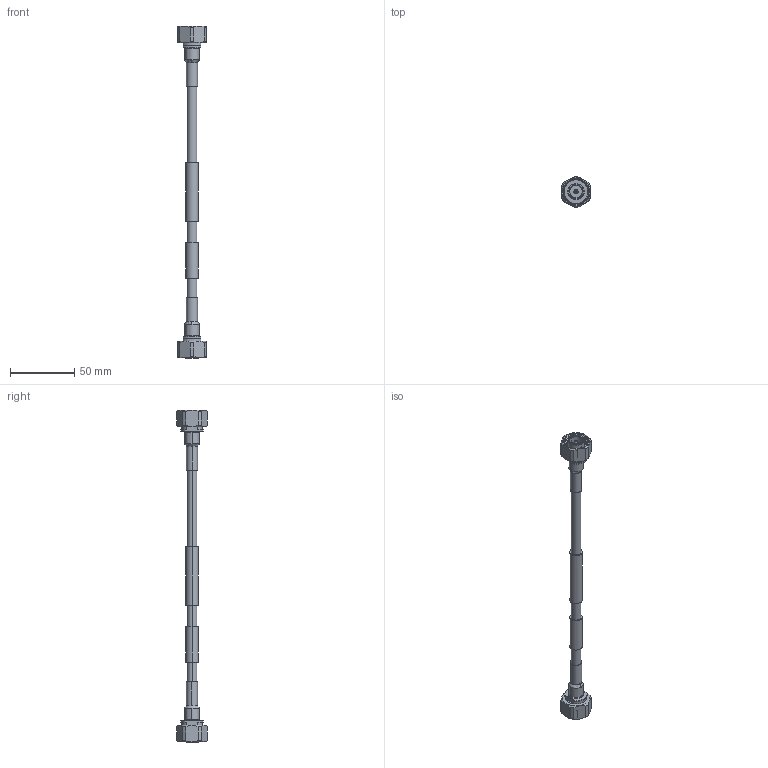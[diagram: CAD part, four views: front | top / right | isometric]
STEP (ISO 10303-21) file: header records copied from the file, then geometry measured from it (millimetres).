
FILE_DESCRIPTION (( 'STEP AP214' ), '1' );
FILE_NAME ('PE3C7826.step', '2021-02-09T19:13:44', ( '' ), ( '' ), 'SwSTEP 2.0', 'SolidWorks 2018', '' );
FILE_SCHEMA (( 'AUTOMOTIVE_DESIGN' ));
Length unit declared in the file: inch
Products named in the file (4): PE3C7826; PE-1/4SFHC^PE3C7826; Heat Shrink^PE3C7826; PE45654^PE3C7826
Assembly tree (5 placements, depth 2):
  PE3C7826
    PE-1/4SFHC^PE3C7826
    Heat Shrink^PE3C7826  x2
    PE45654^PE3C7826  x2
Bounding box: 22 x 23.98 x 259.22 mm (x, y, z)
Volume: 22673.9 mm3; surface area: 14719.6 mm2
Topology: 5 solids, 7 shells, 242 faces, 574 edges, 370 vertices
Faces by surface type: cylinder 126, plane 66, cone 40, bspline 10
Entity records: 5396 total; most frequent: CARTESIAN_POINT 2296, DIRECTION 635, ORIENTED_EDGE 604, EDGE_CURVE 302, AXIS2_PLACEMENT_3D 261, VERTEX_POINT 195, EDGE_LOOP 145, FACE_OUTER_BOUND 129
